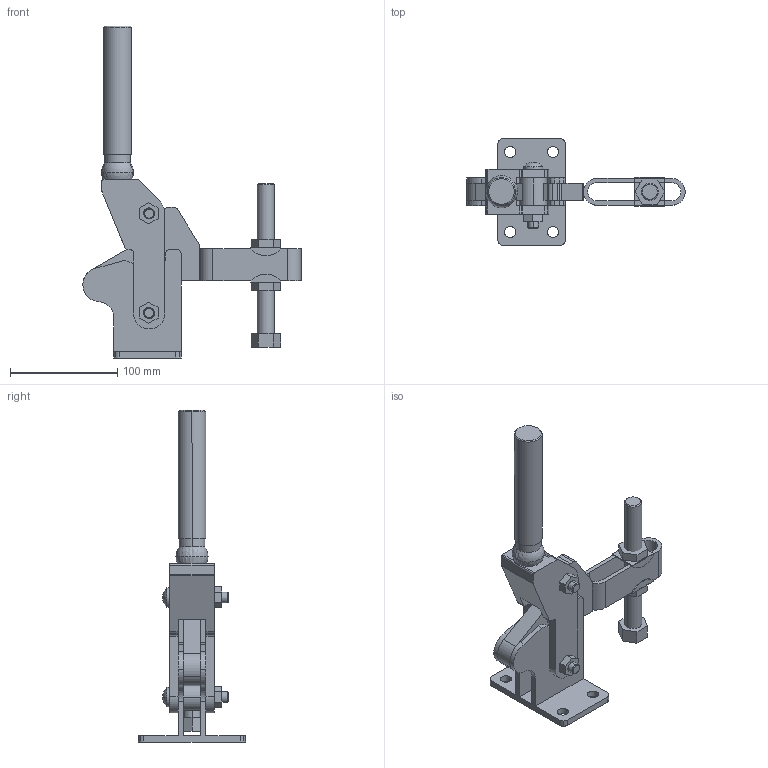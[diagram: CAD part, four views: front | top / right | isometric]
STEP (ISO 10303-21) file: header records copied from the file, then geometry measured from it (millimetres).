
FILE_DESCRIPTION((''),'2;1');
FILE_NAME('M30UB.stp','2006-07-12T08:17:37',('Matthew'),(''),'Autodesk Inventor 8','Autodesk Inventor 8','');
FILE_SCHEMA(('AUTOMOTIVE_DESIGN { 1 0 10303 214 1 1 1 1 }'));
Length unit declared in the file: millimetre
Products named in the file (7): M30UB; M30UB1; M30UB2; M30UB3; M30UB4; M30UB5; M30UB6
Assembly tree (6 placements, depth 2):
  M30UB
    M30UB1
    M30UB2
    M30UB3
    M30UB4
    M30UB5
    M30UB6
Bounding box: 204 x 100 x 310.25 mm (x, y, z)
Volume: 451675.1 mm3; surface area: 140192 mm2
Topology: 8 solids, 8 shells, 272 faces, 737 edges, 484 vertices
Faces by surface type: cylinder 127, plane 111, bspline 20, cone 8, sphere 6
Entity records: 9056 total; most frequent: CARTESIAN_POINT 1743, DIRECTION 1574, ORIENTED_EDGE 1466, EDGE_CURVE 733, AXIS2_PLACEMENT_3D 577, VERTEX_POINT 483, VECTOR 420, LINE 420
